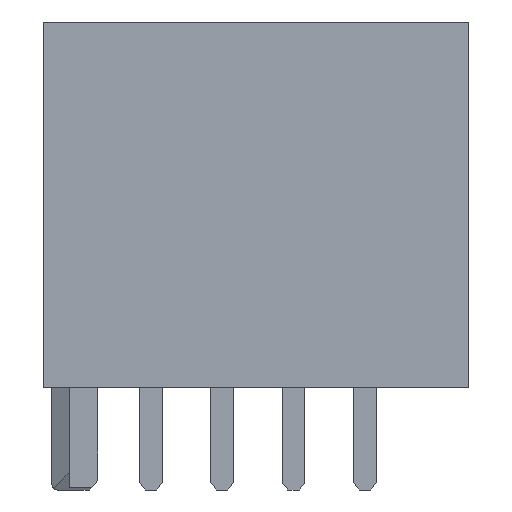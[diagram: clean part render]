
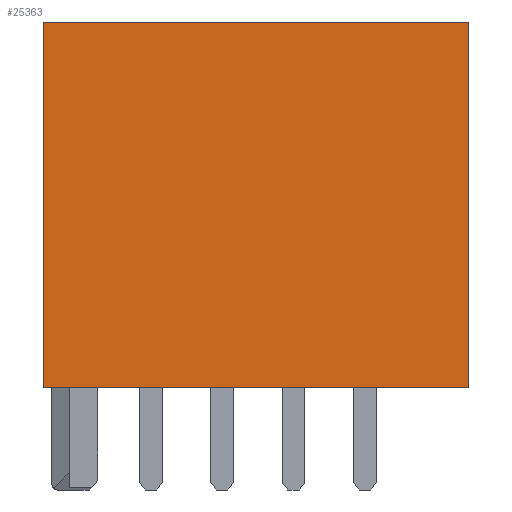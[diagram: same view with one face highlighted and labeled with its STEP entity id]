
A CAD part, left-side view. The second image highlights one B-rep face of the part: STEP entity #25363.
In plain terms, the highlighted planar face has unit normal (-1, 0, 0).
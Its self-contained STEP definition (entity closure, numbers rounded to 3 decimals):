
#3315=ORIENTED_EDGE('',*,*,#7584,.F.);
#3316=ORIENTED_EDGE('',*,*,#7768,.F.);
#3317=ORIENTED_EDGE('',*,*,#7593,.F.);
#3318=ORIENTED_EDGE('',*,*,#7576,.F.);
#7576=EDGE_CURVE('',#9917,#9918,#12040,.T.);
#7584=EDGE_CURVE('',#9923,#9917,#12048,.T.);
#7593=EDGE_CURVE('',#9918,#9928,#12057,.T.);
#7768=EDGE_CURVE('',#9928,#9923,#12232,.T.);
#9917=VERTEX_POINT('',#35229);
#9918=VERTEX_POINT('',#35231);
#9923=VERTEX_POINT('',#35245);
#9928=VERTEX_POINT('',#35266);
#12040=LINE('',#35230,#14657);
#12048=LINE('',#35246,#14665);
#12057=LINE('',#35265,#14674);
#12232=LINE('',#35584,#14849);
#14657=VECTOR('',#29607,1000.);
#14665=VECTOR('',#29619,1000.);
#14674=VECTOR('',#29640,1000.);
#14849=VECTOR('',#29977,1000.);
#16114=EDGE_LOOP('',(#3315,#3316,#3317,#3318));
#17100=FACE_BOUND('',#16114,.T.);
#18016=PLANE('',#26391);
#25363=ADVANCED_FACE('',(#17100),#18016,.F.);
#26391=AXIS2_PLACEMENT_3D('',#35583,#29975,#29976);
#29607=DIRECTION('',(0.,1.,0.));
#29619=DIRECTION('',(0.,0.,-1.));
#29640=DIRECTION('',(0.,0.,1.));
#29975=DIRECTION('',(1.,0.,0.));
#29976=DIRECTION('',(0.,0.,1.));
#29977=DIRECTION('',(0.,-1.,0.));
#35229=CARTESIAN_POINT('',(-21.,-7.45,-6.4));
#35230=CARTESIAN_POINT('',(-21.,-7.45,-6.4));
#35231=CARTESIAN_POINT('',(-21.,7.45,-6.4));
#35245=CARTESIAN_POINT('',(-21.,-7.45,6.4));
#35246=CARTESIAN_POINT('',(-21.,-7.45,6.4));
#35265=CARTESIAN_POINT('',(-21.,7.45,-6.4));
#35266=CARTESIAN_POINT('',(-21.,7.45,6.4));
#35583=CARTESIAN_POINT('',(-21.,0.,0.));
#35584=CARTESIAN_POINT('',(-21.,7.45,6.4));
